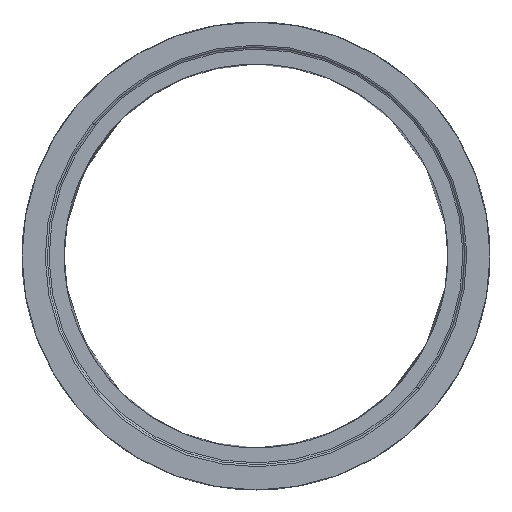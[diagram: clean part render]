
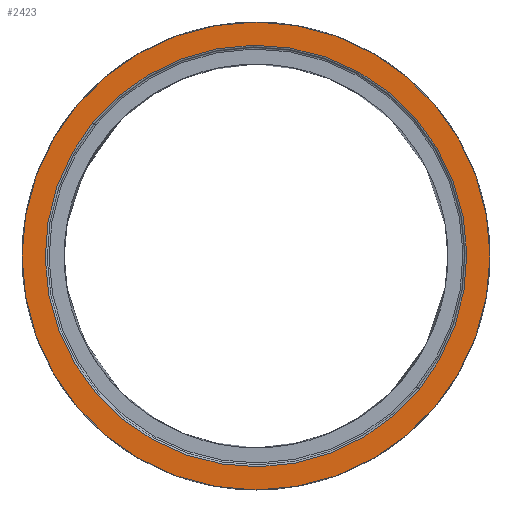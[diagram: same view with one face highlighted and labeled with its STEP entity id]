
A CAD part, front view. The second image highlights one B-rep face of the part: STEP entity #2423.
In plain terms, the highlighted face is planar.
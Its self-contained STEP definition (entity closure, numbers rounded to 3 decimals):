
#555 = DIRECTION ( 'NONE',  ( 1., 0., 0. ) ) ;
#578 = DIRECTION ( 'NONE',  ( 0., 0., 1. ) ) ;
#1527 = EDGE_CURVE ( 'NONE', #22029, #14276, #21210, .T. ) ;
#1576 = DIRECTION ( 'NONE',  ( 0., 0., 1. ) ) ;
#1596 = CIRCLE ( 'NONE', #14520, 1220. ) ;
#1662 = CARTESIAN_POINT ( 'NONE',  ( 0., 0., -145. ) ) ;
#2423 = ADVANCED_FACE ( 'NONE', ( #15694, #5057 ), #10375, .F. ) ;
#3124 = ORIENTED_EDGE ( 'NONE', *, *, #1527, .T. ) ;
#3209 = CARTESIAN_POINT ( 'NONE',  ( 0., 0., -145. ) ) ;
#3308 = CARTESIAN_POINT ( 'NONE',  ( 0., 0., -145. ) ) ;
#5057 = FACE_OUTER_BOUND ( 'NONE', #12035, .T. ) ;
#6553 = DIRECTION ( 'NONE',  ( 0.775, 0.632, 0. ) ) ;
#6755 = AXIS2_PLACEMENT_3D ( 'NONE', #18361, #578, #12942 ) ;
#6914 = CARTESIAN_POINT ( 'NONE',  ( 1220., 0., -145. ) ) ;
#6977 = DIRECTION ( 'NONE',  ( 1., 0., 0. ) ) ;
#8651 = DIRECTION ( 'NONE',  ( 1., 0., 0. ) ) ;
#9059 = AXIS2_PLACEMENT_3D ( 'NONE', #3209, #17078, #8651 ) ;
#10308 = ORIENTED_EDGE ( 'NONE', *, *, #19696, .F. ) ;
#10375 = PLANE ( 'NONE',  #9059 ) ;
#10552 = EDGE_CURVE ( 'NONE', #13802, #19002, #12235, .T. ) ;
#12035 = EDGE_LOOP ( 'NONE', ( #21660, #10308 ) ) ;
#12199 = CARTESIAN_POINT ( 'NONE',  ( -1220., 0., -145. ) ) ;
#12235 = CIRCLE ( 'NONE', #14084, 1220. ) ;
#12571 = EDGE_LOOP ( 'NONE', ( #3124, #18444 ) ) ;
#12942 = DIRECTION ( 'NONE',  ( 0.775, 0.632, 0. ) ) ;
#13802 = VERTEX_POINT ( 'NONE', #6914 ) ;
#13902 = DIRECTION ( 'NONE',  ( 0., 0., 1. ) ) ;
#14084 = AXIS2_PLACEMENT_3D ( 'NONE', #1662, #13902, #6977 ) ;
#14222 = CARTESIAN_POINT ( 'NONE',  ( -851.316, -695.026, -145. ) ) ;
#14231 = CARTESIAN_POINT ( 'NONE',  ( 851.316, 695.026, -145. ) ) ;
#14276 = VERTEX_POINT ( 'NONE', #14222 ) ;
#14520 = AXIS2_PLACEMENT_3D ( 'NONE', #21580, #19837, #555 ) ;
#15694 = FACE_BOUND ( 'NONE', #12571, .T. ) ;
#16735 = CIRCLE ( 'NONE', #6755, 1099. ) ;
#17078 = DIRECTION ( 'NONE',  ( 0., 0., 1. ) ) ;
#17905 = AXIS2_PLACEMENT_3D ( 'NONE', #3308, #1576, #6553 ) ;
#18361 = CARTESIAN_POINT ( 'NONE',  ( 0., 0., -145. ) ) ;
#18444 = ORIENTED_EDGE ( 'NONE', *, *, #22714, .T. ) ;
#19002 = VERTEX_POINT ( 'NONE', #12199 ) ;
#19696 = EDGE_CURVE ( 'NONE', #19002, #13802, #1596, .T. ) ;
#19837 = DIRECTION ( 'NONE',  ( 0., 0., 1. ) ) ;
#21210 = CIRCLE ( 'NONE', #17905, 1099. ) ;
#21580 = CARTESIAN_POINT ( 'NONE',  ( 0., 0., -145. ) ) ;
#21660 = ORIENTED_EDGE ( 'NONE', *, *, #10552, .F. ) ;
#22029 = VERTEX_POINT ( 'NONE', #14231 ) ;
#22714 = EDGE_CURVE ( 'NONE', #14276, #22029, #16735, .T. ) ;
